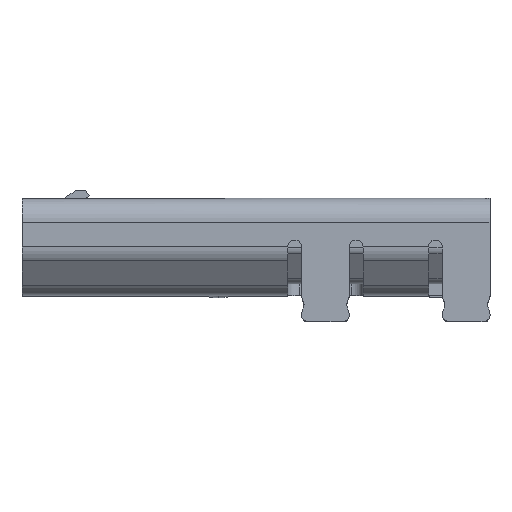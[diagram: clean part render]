
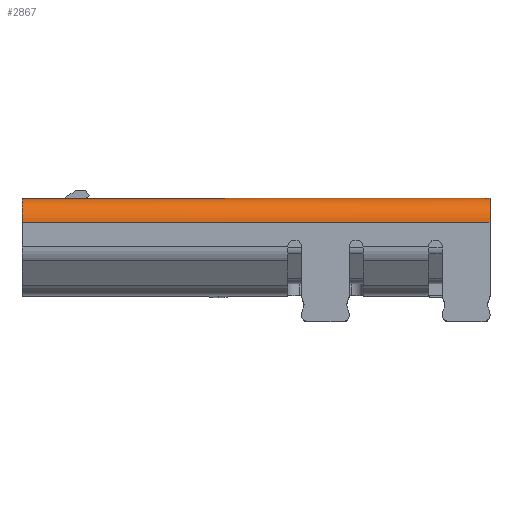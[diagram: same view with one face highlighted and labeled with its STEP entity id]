
A CAD part, top view. The second image highlights one B-rep face of the part: STEP entity #2867.
In plain terms, the highlighted cylindrical face has radius 0.6 mm (diameter 1.2 mm), a partial arc.
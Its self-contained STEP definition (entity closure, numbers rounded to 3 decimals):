
#87 = VERTEX_POINT ( 'NONE', #2854 ) ;
#268 = CARTESIAN_POINT ( 'NONE',  ( 0.95, 1.9, 4.45 ) ) ;
#634 = B_SPLINE_CURVE_WITH_KNOTS ( 'NONE', 3,
 ( #7998, #17695, #10741, #13655 ),
 .UNSPECIFIED., .F., .F.,
 ( 4, 4 ),
 ( 0., 1. ),
 .UNSPECIFIED. ) ;
#725 = CARTESIAN_POINT ( 'NONE',  ( 0.95, 1.9, 5.05 ) ) ;
#1433 = VECTOR ( 'NONE', #6082, 1000. ) ;
#1453 = DIRECTION ( 'NONE',  ( 0., 0., -1. ) ) ;
#2837 = DIRECTION ( 'NONE',  ( 0., 0., -1. ) ) ;
#2854 = CARTESIAN_POINT ( 'NONE',  ( -10.85, 1.9, 5.05 ) ) ;
#2867 = ADVANCED_FACE ( 'NONE', ( #7244 ), #12826, .T. ) ;
#2932 = CARTESIAN_POINT ( 'NONE',  ( 0.95, 1.9, 4.45 ) ) ;
#3223 = CARTESIAN_POINT ( 'NONE',  ( 0.95, 1.9, 5.05 ) ) ;
#3229 = CIRCLE ( 'NONE', #17281, 0.6 ) ;
#3745 = LINE ( 'NONE', #725, #13453 ) ;
#4241 = VERTEX_POINT ( 'NONE', #11826 ) ;
#4872 = ORIENTED_EDGE ( 'NONE', *, *, #12121, .T. ) ;
#5088 = VERTEX_POINT ( 'NONE', #14450 ) ;
#5602 = AXIS2_PLACEMENT_3D ( 'NONE', #268, #5968, #15664 ) ;
#5968 = DIRECTION ( 'NONE',  ( -1., 0., 0. ) ) ;
#6082 = DIRECTION ( 'NONE',  ( -1., 0., 0. ) ) ;
#6557 = ORIENTED_EDGE ( 'NONE', *, *, #9994, .T. ) ;
#7244 = FACE_OUTER_BOUND ( 'NONE', #13234, .T. ) ;
#7998 = CARTESIAN_POINT ( 'NONE',  ( 0.95, 2.498, 4.5 ) ) ;
#8360 = AXIS2_PLACEMENT_3D ( 'NONE', #2932, #9727, #1453 ) ;
#8656 = VERTEX_POINT ( 'NONE', #3223 ) ;
#8756 = EDGE_CURVE ( 'NONE', #16164, #4241, #634, .T. ) ;
#9727 = DIRECTION ( 'NONE',  ( 1., 0., 0. ) ) ;
#9839 = EDGE_CURVE ( 'NONE', #8656, #87, #3745, .T. ) ;
#9994 = EDGE_CURVE ( 'NONE', #5088, #87, #3229, .T. ) ;
#10067 = ORIENTED_EDGE ( 'NONE', *, *, #9839, .F. ) ;
#10741 = CARTESIAN_POINT ( 'NONE',  ( 0.843, 2.5, 4.482 ) ) ;
#10916 = DIRECTION ( 'NONE',  ( 1., 0., 0. ) ) ;
#11661 = CARTESIAN_POINT ( 'NONE',  ( 0.95, 2.5, 4.45 ) ) ;
#11765 = LINE ( 'NONE', #11661, #1433 ) ;
#11826 = CARTESIAN_POINT ( 'NONE',  ( 0.8, 2.5, 4.45 ) ) ;
#11919 = CARTESIAN_POINT ( 'NONE',  ( 0.95, 2.498, 4.5 ) ) ;
#12121 = EDGE_CURVE ( 'NONE', #4241, #5088, #11765, .T. ) ;
#12169 = ORIENTED_EDGE ( 'NONE', *, *, #8756, .T. ) ;
#12826 = CYLINDRICAL_SURFACE ( 'NONE', #5602, 0.6 ) ;
#13199 = DIRECTION ( 'NONE',  ( -1., 0., 0. ) ) ;
#13234 = EDGE_LOOP ( 'NONE', ( #17397, #12169, #4872, #6557, #10067 ) ) ;
#13453 = VECTOR ( 'NONE', #13199, 1000. ) ;
#13655 = CARTESIAN_POINT ( 'NONE',  ( 0.8, 2.5, 4.45 ) ) ;
#14450 = CARTESIAN_POINT ( 'NONE',  ( -10.85, 2.5, 4.45 ) ) ;
#15664 = DIRECTION ( 'NONE',  ( 0., 0., 1. ) ) ;
#16164 = VERTEX_POINT ( 'NONE', #11919 ) ;
#17209 = EDGE_CURVE ( 'NONE', #16164, #8656, #18014, .T. ) ;
#17281 = AXIS2_PLACEMENT_3D ( 'NONE', #18040, #10916, #2837 ) ;
#17397 = ORIENTED_EDGE ( 'NONE', *, *, #17209, .F. ) ;
#17695 = CARTESIAN_POINT ( 'NONE',  ( 0.896, 2.498, 4.5 ) ) ;
#18014 = CIRCLE ( 'NONE', #8360, 0.6 ) ;
#18040 = CARTESIAN_POINT ( 'NONE',  ( -10.85, 1.9, 4.45 ) ) ;
